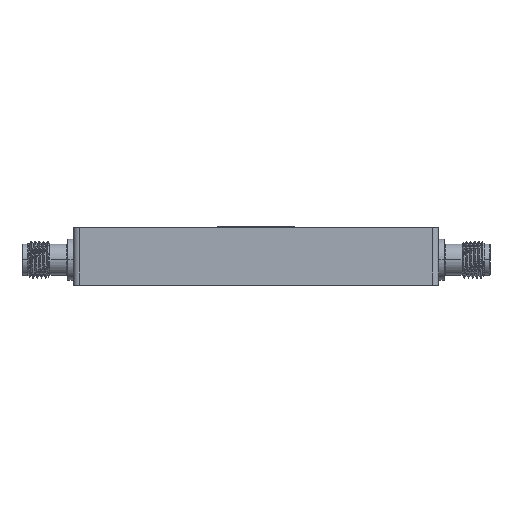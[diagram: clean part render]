
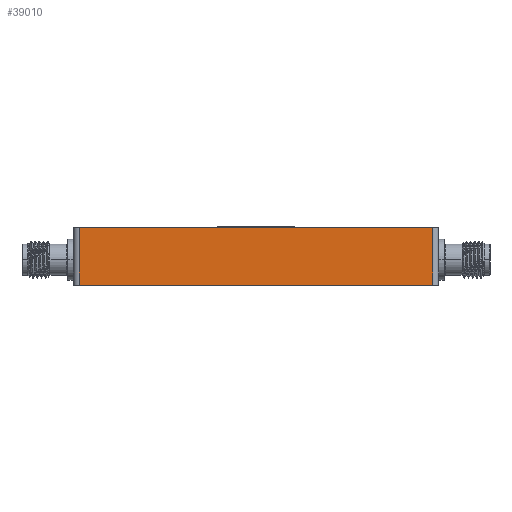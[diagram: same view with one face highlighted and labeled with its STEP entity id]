
A CAD part, left-side view. The second image highlights one B-rep face of the part: STEP entity #39010.
In plain terms, the highlighted planar face has unit normal (-1, 0, 0).
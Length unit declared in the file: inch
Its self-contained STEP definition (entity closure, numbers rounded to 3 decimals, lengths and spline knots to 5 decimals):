
#3603 = EDGE_CURVE ( 'NONE', #29675, #47099, #62819, .T. ) ;
#5268 = CARTESIAN_POINT ( 'NONE',  ( -2.12598, -1.24016, 0.19685 ) ) ;
#9898 = AXIS2_PLACEMENT_3D ( 'NONE', #5268, #70496, #47162 ) ;
#12765 = VERTEX_POINT ( 'NONE', #73061 ) ;
#14698 = ORIENTED_EDGE ( 'NONE', *, *, #53317, .T. ) ;
#21511 = FACE_OUTER_BOUND ( 'NONE', #62095, .T. ) ;
#21581 = DIRECTION ( 'NONE',  ( 0., 0., -1. ) ) ;
#24475 = CARTESIAN_POINT ( 'NONE',  ( -2.12598, -1.20016, -0.19685 ) ) ;
#28557 = EDGE_CURVE ( 'NONE', #54744, #47099, #72640, .T. ) ;
#29675 = VERTEX_POINT ( 'NONE', #52732 ) ;
#33580 = ORIENTED_EDGE ( 'NONE', *, *, #28557, .T. ) ;
#33583 = DIRECTION ( 'NONE',  ( 0., -1., 0. ) ) ;
#36660 = CARTESIAN_POINT ( 'NONE',  ( -2.12598, -1.24016, -0.19685 ) ) ;
#38500 = VECTOR ( 'NONE', #21581, 39.37008 ) ;
#39010 = ADVANCED_FACE ( 'NONE', ( #21511 ), #46023, .F. ) ;
#43378 = CARTESIAN_POINT ( 'NONE',  ( -2.12598, -1.20016, 0.19685 ) ) ;
#44767 = ORIENTED_EDGE ( 'NONE', *, *, #73171, .T. ) ;
#45046 = CARTESIAN_POINT ( 'NONE',  ( -2.12598, -1.24016, 0.19685 ) ) ;
#46023 = PLANE ( 'NONE',  #9898 ) ;
#47099 = VERTEX_POINT ( 'NONE', #63683 ) ;
#47162 = DIRECTION ( 'NONE',  ( 0., 1., 0. ) ) ;
#48345 = VECTOR ( 'NONE', #60756, 39.37008 ) ;
#51241 = LINE ( 'NONE', #57161, #38500 ) ;
#52732 = CARTESIAN_POINT ( 'NONE',  ( -2.12598, 1.20016, 0.19685 ) ) ;
#53317 = EDGE_CURVE ( 'NONE', #12765, #54744, #67848, .T. ) ;
#53596 = VECTOR ( 'NONE', #33583, 39.37008 ) ;
#54179 = ORIENTED_EDGE ( 'NONE', *, *, #3603, .F. ) ;
#54744 = VERTEX_POINT ( 'NONE', #24475 ) ;
#57161 = CARTESIAN_POINT ( 'NONE',  ( -2.12598, 1.20016, 0.19685 ) ) ;
#60756 = DIRECTION ( 'NONE',  ( 0., -1., 0. ) ) ;
#62095 = EDGE_LOOP ( 'NONE', ( #54179, #44767, #14698, #33580 ) ) ;
#62819 = LINE ( 'NONE', #45046, #53596 ) ;
#63683 = CARTESIAN_POINT ( 'NONE',  ( -2.12598, -1.20016, 0.19685 ) ) ;
#65275 = VECTOR ( 'NONE', #67478, 39.37008 ) ;
#67478 = DIRECTION ( 'NONE',  ( 0., 0., 1. ) ) ;
#67848 = LINE ( 'NONE', #36660, #48345 ) ;
#70496 = DIRECTION ( 'NONE',  ( 1., 0., 0. ) ) ;
#72640 = LINE ( 'NONE', #43378, #65275 ) ;
#73061 = CARTESIAN_POINT ( 'NONE',  ( -2.12598, 1.20016, -0.19685 ) ) ;
#73171 = EDGE_CURVE ( 'NONE', #29675, #12765, #51241, .T. ) ;
